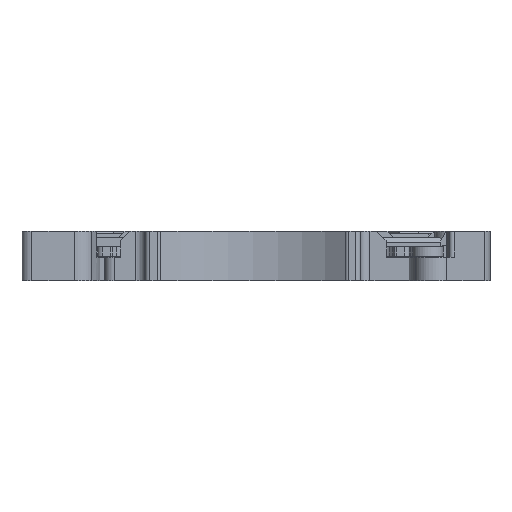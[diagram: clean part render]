
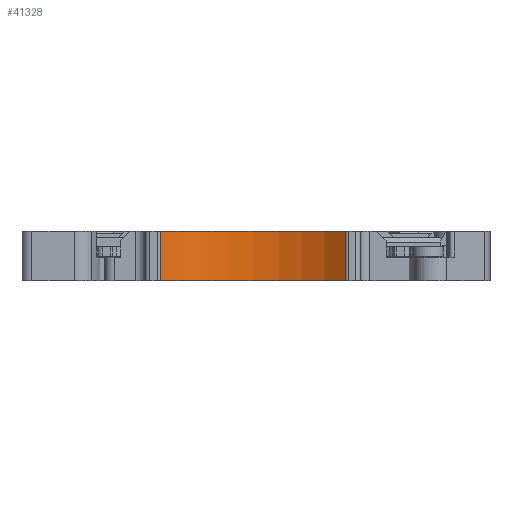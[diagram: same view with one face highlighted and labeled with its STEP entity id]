
A CAD part, front view. The second image highlights one B-rep face of the part: STEP entity #41328.
In plain terms, the highlighted cylindrical face has radius 15.2 mm (diameter 30.4 mm), a partial arc.
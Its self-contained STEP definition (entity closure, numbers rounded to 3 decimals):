
#12346=CARTESIAN_POINT('',(4.602,-36.5,0.));
#12347=DIRECTION('',(0.,0.,-1.));
#12348=DIRECTION('',(-0.633,0.774,0.));
#12349=AXIS2_PLACEMENT_3D('',#12346,#12347,#12348);
#18312=CARTESIAN_POINT('',(4.602,-36.5,5.15));
#18313=DIRECTION('',(0.,0.,1.));
#18314=DIRECTION('',(0.633,0.774,0.));
#18315=AXIS2_PLACEMENT_3D('',#18312,#18313,#18314);
#21234=DIRECTION('',(0.,0.,-1.));
#21235=VECTOR('',#21234,5.15);
#21236=CARTESIAN_POINT('',(14.228,-24.737,5.15));
#21237=LINE('',#21236,#21235);
#21241=DIRECTION('',(0.,0.,1.));
#21242=VECTOR('',#21241,5.15);
#21243=CARTESIAN_POINT('',(-5.025,-24.737,0.));
#21244=LINE('',#21243,#21242);
#30490=CARTESIAN_POINT('',(-5.025,-24.737,0.));
#30491=VERTEX_POINT('',#30490);
#30492=CARTESIAN_POINT('',(14.228,-24.737,0.));
#30493=VERTEX_POINT('',#30492);
#31826=CARTESIAN_POINT('',(14.228,-24.737,5.15));
#31827=VERTEX_POINT('',#31826);
#31828=CARTESIAN_POINT('',(-5.025,-24.737,5.15));
#31829=VERTEX_POINT('',#31828);
#41316=CARTESIAN_POINT('',(4.602,-36.5,2.45));
#41317=DIRECTION('',(0.,0.,1.));
#41318=DIRECTION('',(1.,0.,0.));
#41319=AXIS2_PLACEMENT_3D('',#41316,#41317,#41318);
#41320=CYLINDRICAL_SURFACE('',#41319,15.2);
#41321=ORIENTED_EDGE('',*,*,#41311,.T.);
#41322=ORIENTED_EDGE('',*,*,#34300,.F.);
#41324=ORIENTED_EDGE('',*,*,#41323,.T.);
#41325=ORIENTED_EDGE('',*,*,#38602,.F.);
#41326=EDGE_LOOP('',(#41321,#41322,#41324,#41325));
#41327=FACE_OUTER_BOUND('',#41326,.F.);
#41328=ADVANCED_FACE('',(#41327),#41320,.F.);
#12350=CIRCLE('',#12349,15.2);
#18316=CIRCLE('',#18315,15.2);
#34300=EDGE_CURVE('',#30491,#30493,#12350,.T.);
#38602=EDGE_CURVE('',#31827,#31829,#18316,.T.);
#41311=EDGE_CURVE('',#31827,#30493,#21237,.T.);
#41323=EDGE_CURVE('',#30491,#31829,#21244,.T.);
